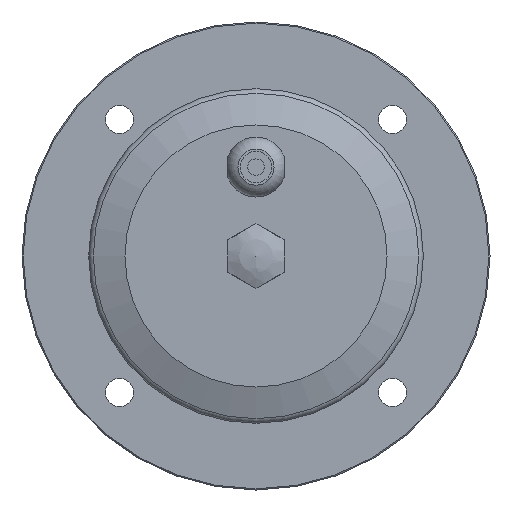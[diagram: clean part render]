
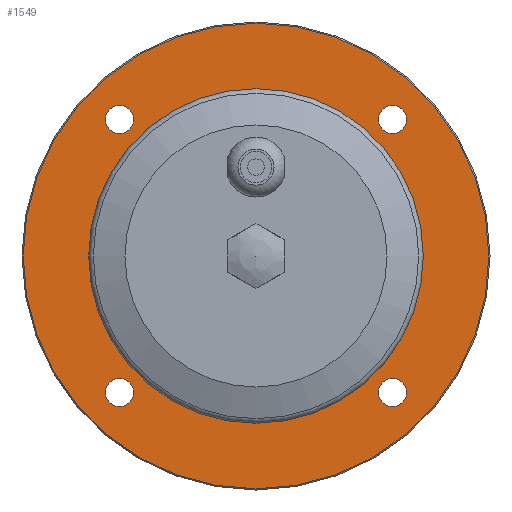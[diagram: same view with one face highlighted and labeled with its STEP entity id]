
A CAD part, left-side view. The second image highlights one B-rep face of the part: STEP entity #1549.
In plain terms, the highlighted planar face has unit normal (-1, 0, 0).
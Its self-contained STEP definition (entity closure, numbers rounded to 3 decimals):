
#29=PLANE('',#1654);
#204=ORIENTED_EDGE('',*,*,#420,.T.);
#205=ORIENTED_EDGE('',*,*,#421,.T.);
#206=ORIENTED_EDGE('',*,*,#422,.T.);
#207=ORIENTED_EDGE('',*,*,#423,.T.);
#208=ORIENTED_EDGE('',*,*,#424,.T.);
#209=ORIENTED_EDGE('',*,*,#425,.F.);
#420=EDGE_CURVE('',#522,#522,#601,.T.);
#421=EDGE_CURVE('',#523,#523,#602,.T.);
#422=EDGE_CURVE('',#524,#524,#603,.T.);
#423=EDGE_CURVE('',#525,#525,#604,.T.);
#424=EDGE_CURVE('',#526,#526,#605,.F.);
#425=EDGE_CURVE('',#527,#527,#606,.T.);
#522=VERTEX_POINT('',#2295);
#523=VERTEX_POINT('',#2297);
#524=VERTEX_POINT('',#2299);
#525=VERTEX_POINT('',#2301);
#526=VERTEX_POINT('',#2303);
#527=VERTEX_POINT('',#2305);
#601=CIRCLE('',#1655,6.);
#602=CIRCLE('',#1656,6.);
#603=CIRCLE('',#1657,6.);
#604=CIRCLE('',#1658,6.);
#605=CIRCLE('',#1659,99.5);
#606=CIRCLE('',#1660,69.49);
#677=EDGE_LOOP('',(#204));
#678=EDGE_LOOP('',(#205));
#679=EDGE_LOOP('',(#206));
#680=EDGE_LOOP('',(#207));
#681=EDGE_LOOP('',(#208));
#682=EDGE_LOOP('',(#209));
#823=FACE_BOUND('',#677,.T.);
#824=FACE_BOUND('',#678,.T.);
#825=FACE_BOUND('',#679,.T.);
#826=FACE_BOUND('',#680,.T.);
#827=FACE_BOUND('',#681,.T.);
#828=FACE_BOUND('',#682,.T.);
#1549=ADVANCED_FACE('',(#823,#824,#825,#826,#827,#828),#29,.F.);
#1654=AXIS2_PLACEMENT_3D('',#2293,#1869,#1870);
#1655=AXIS2_PLACEMENT_3D('',#2294,#1871,#1872);
#1656=AXIS2_PLACEMENT_3D('',#2296,#1873,#1874);
#1657=AXIS2_PLACEMENT_3D('',#2298,#1875,#1876);
#1658=AXIS2_PLACEMENT_3D('',#2300,#1877,#1878);
#1659=AXIS2_PLACEMENT_3D('',#2302,#1879,#1880);
#1660=AXIS2_PLACEMENT_3D('',#2304,#1881,#1882);
#1869=DIRECTION('',(1.,0.,0.));
#1870=DIRECTION('',(0.,0.,-1.));
#1871=DIRECTION('',(1.,0.,0.));
#1872=DIRECTION('',(0.,0.,-1.));
#1873=DIRECTION('',(1.,0.,0.));
#1874=DIRECTION('',(0.,0.,-1.));
#1875=DIRECTION('',(1.,0.,0.));
#1876=DIRECTION('',(0.,0.,-1.));
#1877=DIRECTION('',(1.,0.,0.));
#1878=DIRECTION('',(0.,0.,-1.));
#1879=DIRECTION('',(1.,0.,0.));
#1880=DIRECTION('',(0.,0.,-1.));
#1881=DIRECTION('',(-1.,0.,0.));
#1882=DIRECTION('',(0.,0.,1.));
#2293=CARTESIAN_POINT('',(-8.,0.,100.));
#2294=CARTESIAN_POINT('',(-8.,-58.336,-58.336));
#2295=CARTESIAN_POINT('',(-8.,-58.336,-64.336));
#2296=CARTESIAN_POINT('',(-8.,58.336,-58.336));
#2297=CARTESIAN_POINT('',(-8.,58.336,-64.336));
#2298=CARTESIAN_POINT('',(-8.,58.336,58.336));
#2299=CARTESIAN_POINT('',(-8.,58.336,52.336));
#2300=CARTESIAN_POINT('',(-8.,-58.336,58.336));
#2301=CARTESIAN_POINT('',(-8.,-58.336,52.336));
#2302=CARTESIAN_POINT('',(-8.,0.,0.));
#2303=CARTESIAN_POINT('',(-8.,0.,-99.5));
#2304=CARTESIAN_POINT('',(-8.,0.,0.));
#2305=CARTESIAN_POINT('',(-8.,0.,69.49));
